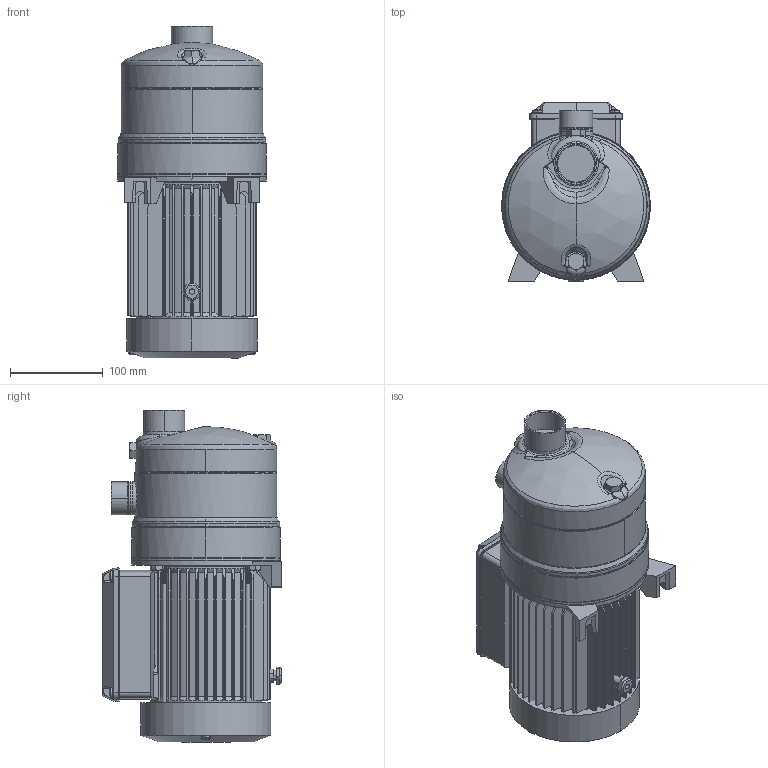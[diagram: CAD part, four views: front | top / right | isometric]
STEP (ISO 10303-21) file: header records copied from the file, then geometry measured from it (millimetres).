
FILE_DESCRIPTION (( 'STEP AP214' ), '1' );
FILE_NAME ('4.93.489.05swa01.step', '2021-09-16T06:20:51', ( '' ), ( '' ), 'SwSTEP 2.0', 'SolidWorks 2020', '' );
FILE_SCHEMA (( 'AUTOMOTIVE_DESIGN' ));
Length unit declared in the file: millimetre
Products named in the file (4): 4_93_489_05^4.93.489.05swa01; 4.93.489.05swa01; startpart3^4.93.489.05swa01; 10008019swn00_TCB+ M5x16 UNI 7687 A2-70
Assembly tree (6 placements, depth 2):
  4.93.489.05swa01
    4_93_489_05^4.93.489.05swa01
    startpart3^4.93.489.05swa01
    10008019swn00_TCB+ M5x16 UNI 7687 A2-70  x4
Bounding box: 160.52 x 192 x 357.5 mm (x, y, z)
Volume: 5745817.9 mm3; surface area: 467563.3 mm2
Topology: 8 solids, 8 shells, 1765 faces, 4649 edges, 2951 vertices
Faces by surface type: plane 574, bspline 529, cylinder 464, cone 175, sphere 14, torus 9
Entity records: 103757 total; most frequent: CARTESIAN_POINT 67410, ORIENTED_EDGE 8854, DIRECTION 5397, EDGE_CURVE 4427, VERTEX_POINT 2813, B_SPLINE_CURVE_WITH_KNOTS 1904, LINE 1813, VECTOR 1813
